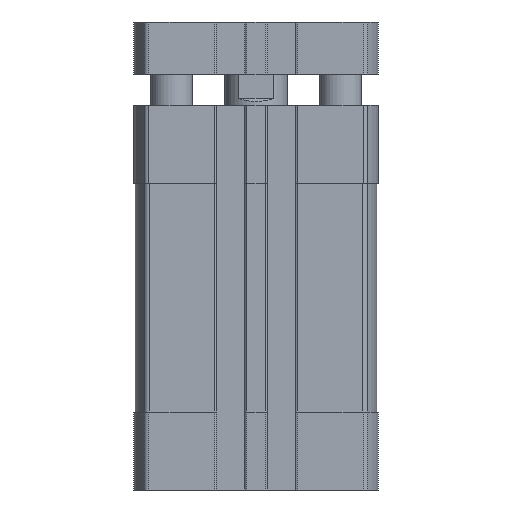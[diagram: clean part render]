
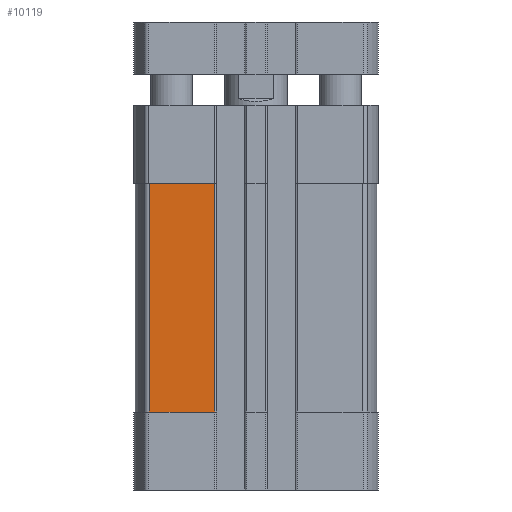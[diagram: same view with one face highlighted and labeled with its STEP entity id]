
A CAD part, front view. The second image highlights one B-rep face of the part: STEP entity #10119.
In plain terms, the highlighted face is planar.
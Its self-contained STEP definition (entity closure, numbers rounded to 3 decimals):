
#104=PLANE('',#10955);
#880=LINE('',#16199,#1742);
#881=LINE('',#16201,#1743);
#882=LINE('',#16203,#1744);
#883=LINE('',#16205,#1745);
#1742=VECTOR('',#12816,1000.);
#1743=VECTOR('',#12819,1000.);
#1744=VECTOR('',#12820,1000.);
#1745=VECTOR('',#12821,1000.);
#3283=ORIENTED_EDGE('',*,*,#5873,.F.);
#3284=ORIENTED_EDGE('',*,*,#5872,.F.);
#3285=ORIENTED_EDGE('',*,*,#5874,.T.);
#3286=ORIENTED_EDGE('',*,*,#5875,.T.);
#5872=EDGE_CURVE('',#7196,#7195,#880,.T.);
#5873=EDGE_CURVE('',#7195,#7197,#881,.T.);
#5874=EDGE_CURVE('',#7196,#7198,#882,.T.);
#5875=EDGE_CURVE('',#7198,#7197,#883,.T.);
#7195=VERTEX_POINT('',#16196);
#7196=VERTEX_POINT('',#16198);
#7197=VERTEX_POINT('',#16202);
#7198=VERTEX_POINT('',#16204);
#8476=EDGE_LOOP('',(#3283,#3284,#3285,#3286));
#9204=FACE_BOUND('',#8476,.T.);
#10119=ADVANCED_FACE('',(#9204),#104,.T.);
#10955=AXIS2_PLACEMENT_3D('',#16200,#12817,#12818);
#12816=DIRECTION('',(0.,0.,1.));
#12817=DIRECTION('',(-1.,0.,0.));
#12818=DIRECTION('',(0.,0.,1.));
#12819=DIRECTION('',(0.,-1.,0.));
#12820=DIRECTION('',(0.,-1.,0.));
#12821=DIRECTION('',(0.,0.,1.));
#16196=CARTESIAN_POINT('',(-23.25,20.543,-15.));
#16198=CARTESIAN_POINT('',(-23.25,20.543,-59.));
#16199=CARTESIAN_POINT('',(-23.25,20.543,-59.));
#16200=CARTESIAN_POINT('',(-23.25,20.543,-59.));
#16201=CARTESIAN_POINT('',(-23.25,20.543,-15.));
#16202=CARTESIAN_POINT('',(-23.25,7.95,-15.));
#16203=CARTESIAN_POINT('',(-23.25,20.543,-59.));
#16204=CARTESIAN_POINT('',(-23.25,7.95,-59.));
#16205=CARTESIAN_POINT('',(-23.25,7.95,-59.));
